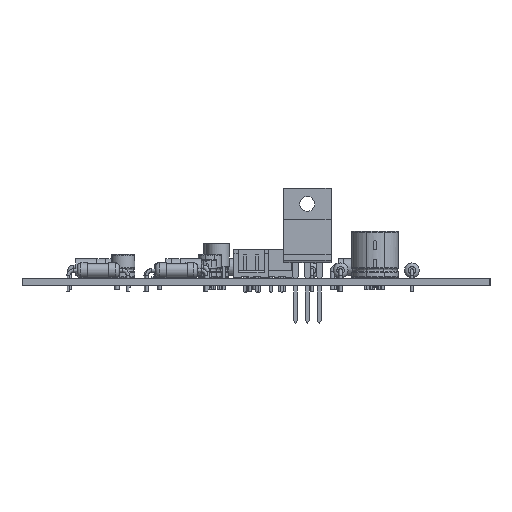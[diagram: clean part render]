
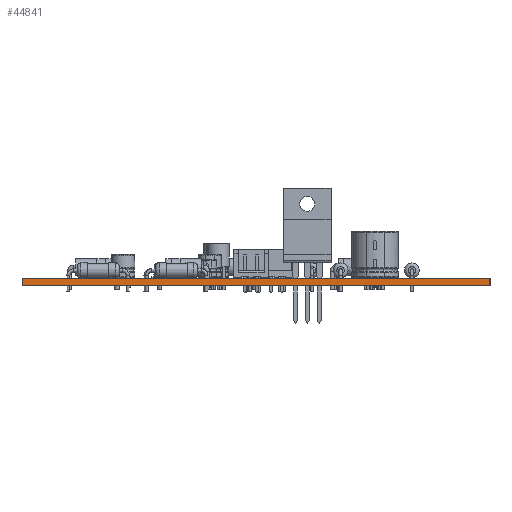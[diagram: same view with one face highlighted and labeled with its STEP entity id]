
A CAD part, left-side view. The second image highlights one B-rep face of the part: STEP entity #44841.
In plain terms, the highlighted planar face has unit normal (-1, 0, 0).
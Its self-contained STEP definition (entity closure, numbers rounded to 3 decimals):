
#44660 = PLANE('',#44661);
#44661 = AXIS2_PLACEMENT_3D('',#44662,#44663,#44664);
#44662 = CARTESIAN_POINT('',(275.222,-30.226,0.));
#44663 = DIRECTION('',(0.,-1.,0.));
#44664 = DIRECTION('',(-1.,0.,0.));
#44685 = VERTEX_POINT('',#44686);
#44686 = CARTESIAN_POINT('',(125.222,-30.226,1.6));
#44700 = PLANE('',#44701);
#44701 = AXIS2_PLACEMENT_3D('',#44702,#44703,#44704);
#44702 = CARTESIAN_POINT('',(200.222,-80.226,1.6));
#44703 = DIRECTION('',(0.,0.,1.));
#44704 = DIRECTION('',(1.,0.,0.));
#44712 = EDGE_CURVE('',#44713,#44685,#44715,.T.);
#44713 = VERTEX_POINT('',#44714);
#44714 = CARTESIAN_POINT('',(125.222,-30.226,0.));
#44715 = SURFACE_CURVE('',#44716,(#44720,#44727),.PCURVE_S1.);
#44716 = LINE('',#44717,#44718);
#44717 = CARTESIAN_POINT('',(125.222,-30.226,0.));
#44718 = VECTOR('',#44719,1.);
#44719 = DIRECTION('',(0.,0.,1.));
#44720 = PCURVE('',#44660,#44721);
#44721 = DEFINITIONAL_REPRESENTATION('',(#44722),#44726);
#44722 = LINE('',#44723,#44724);
#44723 = CARTESIAN_POINT('',(150.,0.));
#44724 = VECTOR('',#44725,1.);
#44725 = DIRECTION('',(0.,-1.));
#44726 = ( GEOMETRIC_REPRESENTATION_CONTEXT(2) 
PARAMETRIC_REPRESENTATION_CONTEXT() REPRESENTATION_CONTEXT('2D SPACE',''
  ) );
#44727 = PCURVE('',#44728,#44733);
#44728 = PLANE('',#44729);
#44729 = AXIS2_PLACEMENT_3D('',#44730,#44731,#44732);
#44730 = CARTESIAN_POINT('',(125.222,-30.226,0.));
#44731 = DIRECTION('',(1.,0.,0.));
#44732 = DIRECTION('',(0.,-1.,0.));
#44733 = DEFINITIONAL_REPRESENTATION('',(#44734),#44738);
#44734 = LINE('',#44735,#44736);
#44735 = CARTESIAN_POINT('',(0.,0.));
#44736 = VECTOR('',#44737,1.);
#44737 = DIRECTION('',(0.,-1.));
#44738 = ( GEOMETRIC_REPRESENTATION_CONTEXT(2) 
PARAMETRIC_REPRESENTATION_CONTEXT() REPRESENTATION_CONTEXT('2D SPACE',''
  ) );
#44754 = PLANE('',#44755);
#44755 = AXIS2_PLACEMENT_3D('',#44756,#44757,#44758);
#44756 = CARTESIAN_POINT('',(200.222,-80.226,0.));
#44757 = DIRECTION('',(0.,0.,1.));
#44758 = DIRECTION('',(1.,0.,0.));
#44787 = PLANE('',#44788);
#44788 = AXIS2_PLACEMENT_3D('',#44789,#44790,#44791);
#44789 = CARTESIAN_POINT('',(125.222,-130.226,0.));
#44790 = DIRECTION('',(0.,1.,0.));
#44791 = DIRECTION('',(1.,0.,0.));
#44841 = ADVANCED_FACE('',(#44842),#44728,.F.);
#44842 = FACE_BOUND('',#44843,.F.);
#44843 = EDGE_LOOP('',(#44844,#44845,#44868,#44891));
#44844 = ORIENTED_EDGE('',*,*,#44712,.T.);
#44845 = ORIENTED_EDGE('',*,*,#44846,.T.);
#44846 = EDGE_CURVE('',#44685,#44847,#44849,.T.);
#44847 = VERTEX_POINT('',#44848);
#44848 = CARTESIAN_POINT('',(125.222,-130.226,1.6));
#44849 = SURFACE_CURVE('',#44850,(#44854,#44861),.PCURVE_S1.);
#44850 = LINE('',#44851,#44852);
#44851 = CARTESIAN_POINT('',(125.222,-30.226,1.6));
#44852 = VECTOR('',#44853,1.);
#44853 = DIRECTION('',(0.,-1.,0.));
#44854 = PCURVE('',#44728,#44855);
#44855 = DEFINITIONAL_REPRESENTATION('',(#44856),#44860);
#44856 = LINE('',#44857,#44858);
#44857 = CARTESIAN_POINT('',(0.,-1.6));
#44858 = VECTOR('',#44859,1.);
#44859 = DIRECTION('',(1.,0.));
#44860 = ( GEOMETRIC_REPRESENTATION_CONTEXT(2) 
PARAMETRIC_REPRESENTATION_CONTEXT() REPRESENTATION_CONTEXT('2D SPACE',''
  ) );
#44861 = PCURVE('',#44700,#44862);
#44862 = DEFINITIONAL_REPRESENTATION('',(#44863),#44867);
#44863 = LINE('',#44864,#44865);
#44864 = CARTESIAN_POINT('',(-75.,50.));
#44865 = VECTOR('',#44866,1.);
#44866 = DIRECTION('',(0.,-1.));
#44867 = ( GEOMETRIC_REPRESENTATION_CONTEXT(2) 
PARAMETRIC_REPRESENTATION_CONTEXT() REPRESENTATION_CONTEXT('2D SPACE',''
  ) );
#44868 = ORIENTED_EDGE('',*,*,#44869,.F.);
#44869 = EDGE_CURVE('',#44870,#44847,#44872,.T.);
#44870 = VERTEX_POINT('',#44871);
#44871 = CARTESIAN_POINT('',(125.222,-130.226,0.));
#44872 = SURFACE_CURVE('',#44873,(#44877,#44884),.PCURVE_S1.);
#44873 = LINE('',#44874,#44875);
#44874 = CARTESIAN_POINT('',(125.222,-130.226,0.));
#44875 = VECTOR('',#44876,1.);
#44876 = DIRECTION('',(0.,0.,1.));
#44877 = PCURVE('',#44728,#44878);
#44878 = DEFINITIONAL_REPRESENTATION('',(#44879),#44883);
#44879 = LINE('',#44880,#44881);
#44880 = CARTESIAN_POINT('',(100.,0.));
#44881 = VECTOR('',#44882,1.);
#44882 = DIRECTION('',(0.,-1.));
#44883 = ( GEOMETRIC_REPRESENTATION_CONTEXT(2) 
PARAMETRIC_REPRESENTATION_CONTEXT() REPRESENTATION_CONTEXT('2D SPACE',''
  ) );
#44884 = PCURVE('',#44787,#44885);
#44885 = DEFINITIONAL_REPRESENTATION('',(#44886),#44890);
#44886 = LINE('',#44887,#44888);
#44887 = CARTESIAN_POINT('',(0.,0.));
#44888 = VECTOR('',#44889,1.);
#44889 = DIRECTION('',(0.,-1.));
#44890 = ( GEOMETRIC_REPRESENTATION_CONTEXT(2) 
PARAMETRIC_REPRESENTATION_CONTEXT() REPRESENTATION_CONTEXT('2D SPACE',''
  ) );
#44891 = ORIENTED_EDGE('',*,*,#44892,.F.);
#44892 = EDGE_CURVE('',#44713,#44870,#44893,.T.);
#44893 = SURFACE_CURVE('',#44894,(#44898,#44905),.PCURVE_S1.);
#44894 = LINE('',#44895,#44896);
#44895 = CARTESIAN_POINT('',(125.222,-30.226,0.));
#44896 = VECTOR('',#44897,1.);
#44897 = DIRECTION('',(0.,-1.,0.));
#44898 = PCURVE('',#44728,#44899);
#44899 = DEFINITIONAL_REPRESENTATION('',(#44900),#44904);
#44900 = LINE('',#44901,#44902);
#44901 = CARTESIAN_POINT('',(0.,0.));
#44902 = VECTOR('',#44903,1.);
#44903 = DIRECTION('',(1.,0.));
#44904 = ( GEOMETRIC_REPRESENTATION_CONTEXT(2) 
PARAMETRIC_REPRESENTATION_CONTEXT() REPRESENTATION_CONTEXT('2D SPACE',''
  ) );
#44905 = PCURVE('',#44754,#44906);
#44906 = DEFINITIONAL_REPRESENTATION('',(#44907),#44911);
#44907 = LINE('',#44908,#44909);
#44908 = CARTESIAN_POINT('',(-75.,50.));
#44909 = VECTOR('',#44910,1.);
#44910 = DIRECTION('',(0.,-1.));
#44911 = ( GEOMETRIC_REPRESENTATION_CONTEXT(2) 
PARAMETRIC_REPRESENTATION_CONTEXT() REPRESENTATION_CONTEXT('2D SPACE',''
  ) );
